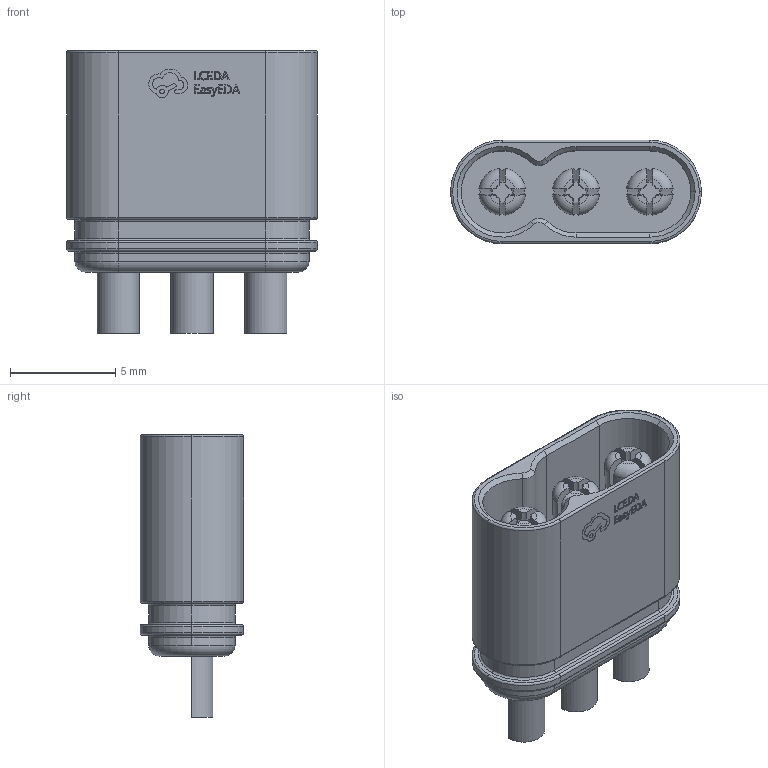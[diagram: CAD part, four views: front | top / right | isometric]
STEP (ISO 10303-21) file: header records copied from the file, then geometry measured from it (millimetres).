
FILE_DESCRIPTION (( 'STEP AP214' ), '1' );
FILE_NAME ('MR30-M.STEP', '2023-04-09T05:55:53', ( '' ), ( '' ), 'SwSTEP 2.0', 'SolidWorks 2023', '' );
FILE_SCHEMA (( 'AUTOMOTIVE_DESIGN' ));
Length unit declared in the file: millimetre
Products named in the file (1): MR30-M
Bounding box: 11.9 x 4.91 x 13.4 mm (x, y, z)
Volume: 283.8 mm3; surface area: 993.6 mm2
Topology: 4 solids, 4 shells, 428 faces, 1109 edges, 718 vertices
Faces by surface type: plane 210, bspline 98, cylinder 49, torus 40, cone 31
Entity records: 16107 total; most frequent: CARTESIAN_POINT 4018, ORIENTED_EDGE 2218, DIRECTION 1693, EDGE_CURVE 1109, VERTEX_POINT 718, LINE 595, VECTOR 595, AXIS2_PLACEMENT_3D 549
